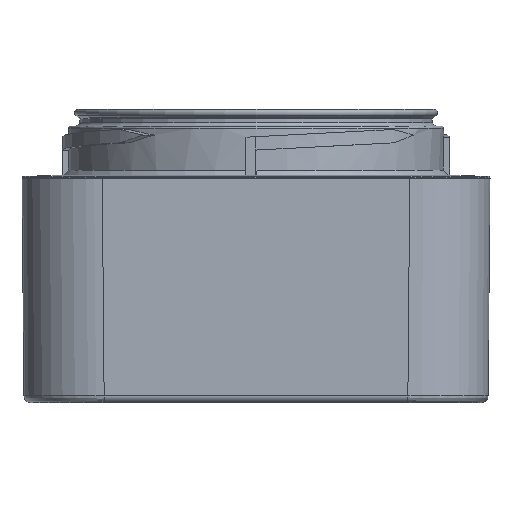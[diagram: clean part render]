
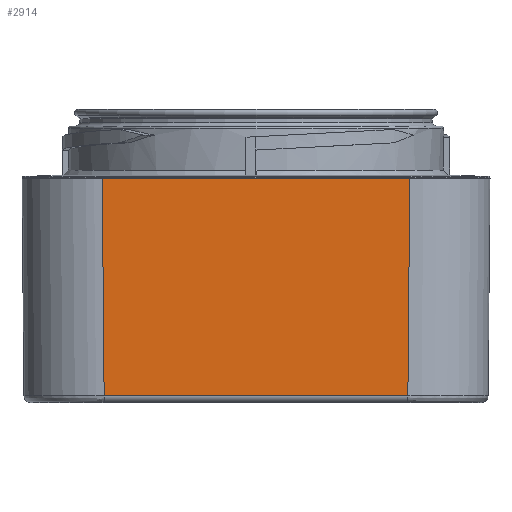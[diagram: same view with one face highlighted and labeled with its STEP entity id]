
A CAD part, front view. The second image highlights one B-rep face of the part: STEP entity #2914.
In plain terms, the highlighted planar face has unit normal (0, -1, -0.009).
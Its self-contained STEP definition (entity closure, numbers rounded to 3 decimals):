
#130=PLANE('',#3158);
#272=LINE('',#6065,#424);
#280=LINE('',#6091,#432);
#281=LINE('',#6117,#433);
#282=LINE('',#6119,#434);
#424=VECTOR('',#3691,1000.);
#432=VECTOR('',#3711,1000.);
#433=VECTOR('',#3718,1000.);
#434=VECTOR('',#3719,1000.);
#1179=ORIENTED_EDGE('',*,*,#1806,.F.);
#1180=ORIENTED_EDGE('',*,*,#1809,.F.);
#1181=ORIENTED_EDGE('',*,*,#1810,.F.);
#1182=ORIENTED_EDGE('',*,*,#1795,.F.);
#1795=EDGE_CURVE('',#2115,#2126,#272,.T.);
#1806=EDGE_CURVE('',#2134,#2115,#280,.T.);
#1809=EDGE_CURVE('',#2136,#2134,#281,.T.);
#1810=EDGE_CURVE('',#2126,#2136,#282,.F.);
#2115=VERTEX_POINT('',#6033);
#2126=VERTEX_POINT('',#6064);
#2134=VERTEX_POINT('',#6090);
#2136=VERTEX_POINT('',#6118);
#2467=EDGE_LOOP('',(#1179,#1180,#1181,#1182));
#2670=FACE_BOUND('',#2467,.T.);
#2914=ADVANCED_FACE('',(#2670),#130,.T.);
#3158=AXIS2_PLACEMENT_3D('',#6116,#3716,#3717);
#3691=DIRECTION('',(-1.,0.,0.));
#3711=DIRECTION('',(-0.009,0.009,-1.));
#3716=DIRECTION('',(0.,-1.,-0.009));
#3717=DIRECTION('',(0.,-0.009,1.));
#3718=DIRECTION('',(1.,0.,0.));
#3719=DIRECTION('',(0.009,0.009,-1.));
#6033=CARTESIAN_POINT('',(22.581,-34.509,-42.603));
#6064=CARTESIAN_POINT('',(-22.581,-34.509,-42.603));
#6065=CARTESIAN_POINT('',(0.,-34.509,-42.603));
#6090=CARTESIAN_POINT('',(22.863,-34.791,-10.288));
#6091=CARTESIAN_POINT('',(22.574,-34.502,-43.484));
#6116=CARTESIAN_POINT('',(0.,-34.791,-10.288));
#6117=CARTESIAN_POINT('',(22.863,-34.791,-10.288));
#6118=CARTESIAN_POINT('',(-22.863,-34.791,-10.288));
#6119=CARTESIAN_POINT('',(-22.864,-34.792,-10.184));
